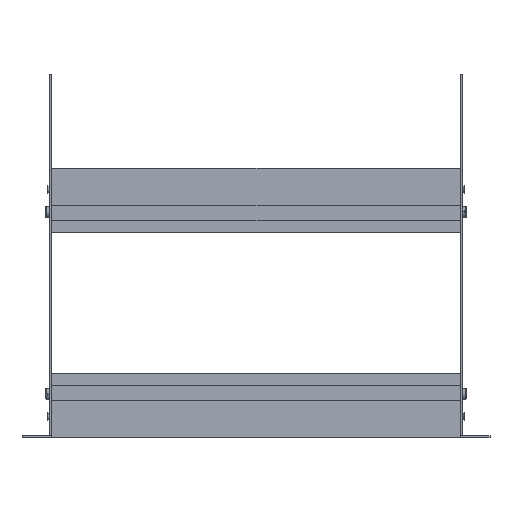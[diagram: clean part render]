
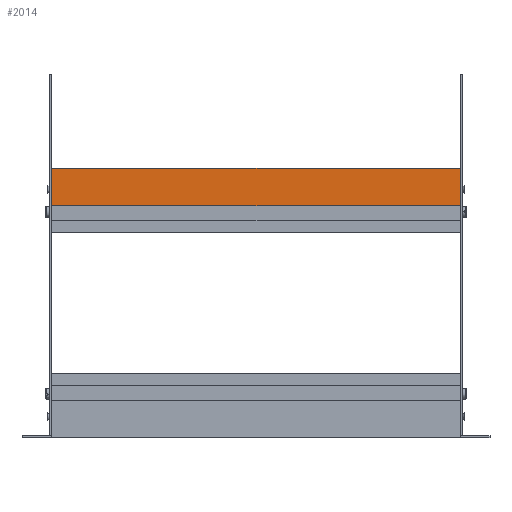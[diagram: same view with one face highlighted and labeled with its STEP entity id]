
A CAD part, front view. The second image highlights one B-rep face of the part: STEP entity #2014.
In plain terms, the highlighted face is planar.
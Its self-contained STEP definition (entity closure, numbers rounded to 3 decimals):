
#1138 = VERTEX_POINT ( 'NONE', #5652 ) ;
#1143 = VERTEX_POINT ( 'NONE', #5645 ) ;
#1199 = EDGE_CURVE ( 'NONE', #1143, #1138, #5782, .T. ) ;
#1995 = ORIENTED_EDGE ( 'NONE', *, *, #1996, .F. ) ;
#1996 = EDGE_CURVE ( 'NONE', #2010, #1143, #7246, .T. ) ;
#1997 = ORIENTED_EDGE ( 'NONE', *, *, #2009, .T. ) ;
#2007 = VERTEX_POINT ( 'NONE', #7231 ) ;
#2009 = EDGE_CURVE ( 'NONE', #2010, #2007, #7230, .T. ) ;
#2010 = VERTEX_POINT ( 'NONE', #7226 ) ;
#2014 = ADVANCED_FACE ( 'NONE', ( #7286 ), #7285, .F. ) ;
#2015 = EDGE_LOOP ( 'NONE', ( #2016, #2018, #1995, #1997 ) ) ;
#2016 = ORIENTED_EDGE ( 'NONE', *, *, #2017, .T. ) ;
#2017 = EDGE_CURVE ( 'NONE', #2007, #1138, #7283, .T. ) ;
#2018 = ORIENTED_EDGE ( 'NONE', *, *, #1199, .F. ) ;
#5645 = CARTESIAN_POINT ( 'NONE',  ( 269.24, 5., 3.5 ) ) ;
#5652 = CARTESIAN_POINT ( 'NONE',  ( 0., 5., 3.5 ) ) ;
#5779 = DIRECTION ( 'NONE',  ( -1., 0., 0. ) ) ;
#5780 = VECTOR ( 'NONE', #5779, 1000. ) ;
#5781 = CARTESIAN_POINT ( 'NONE',  ( 269.24, 5., 3.5 ) ) ;
#5782 = LINE ( 'NONE', #5781, #5780 ) ;
#7226 = CARTESIAN_POINT ( 'NONE',  ( 269.24, 5., -21.2 ) ) ;
#7227 = DIRECTION ( 'NONE',  ( -1., 0., 0. ) ) ;
#7228 = VECTOR ( 'NONE', #7227, 1000. ) ;
#7229 = CARTESIAN_POINT ( 'NONE',  ( 269.24, 5., -21.2 ) ) ;
#7230 = LINE ( 'NONE', #7229, #7228 ) ;
#7231 = CARTESIAN_POINT ( 'NONE',  ( 0., 5., -21.2 ) ) ;
#7243 = DIRECTION ( 'NONE',  ( 0., 0., 1. ) ) ;
#7244 = VECTOR ( 'NONE', #7243, 1000. ) ;
#7245 = CARTESIAN_POINT ( 'NONE',  ( 269.24, 5., 3.5 ) ) ;
#7246 = LINE ( 'NONE', #7245, #7244 ) ;
#7277 = DIRECTION ( 'NONE',  ( 0., 0., 1. ) ) ;
#7278 = VECTOR ( 'NONE', #7277, 1000. ) ;
#7279 = CARTESIAN_POINT ( 'NONE',  ( 0., 5., 3.5 ) ) ;
#7280 = DIRECTION ( 'NONE',  ( 0., 0., -1. ) ) ;
#7281 = DIRECTION ( 'NONE',  ( 0., -1., 0. ) ) ;
#7282 = CARTESIAN_POINT ( 'NONE',  ( 269.24, 5., 3.5 ) ) ;
#7283 = LINE ( 'NONE', #7279, #7278 ) ;
#7284 = AXIS2_PLACEMENT_3D ( 'NONE', #7282, #7281, #7280 ) ;
#7285 = PLANE ( 'NONE',  #7284 ) ;
#7286 = FACE_OUTER_BOUND ( 'NONE', #2015, .T. ) ;
